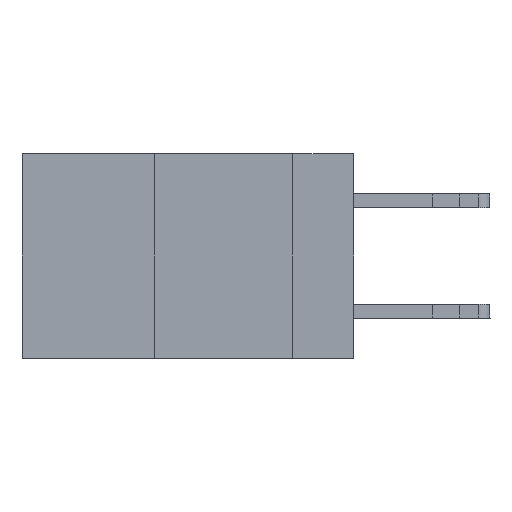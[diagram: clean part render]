
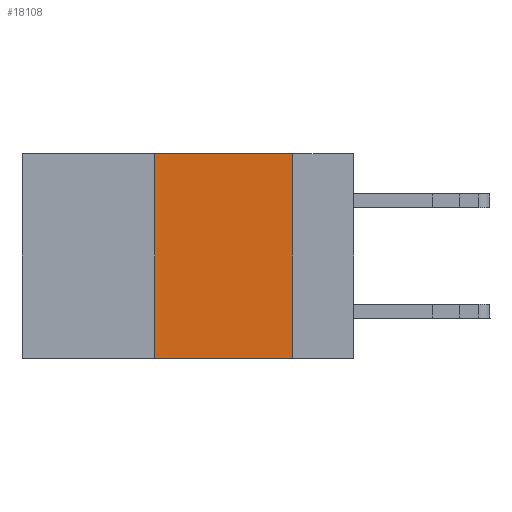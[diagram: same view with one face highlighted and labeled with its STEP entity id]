
A CAD part, left-side view. The second image highlights one B-rep face of the part: STEP entity #18108.
In plain terms, the highlighted planar face has unit normal (-1, 0, 0).
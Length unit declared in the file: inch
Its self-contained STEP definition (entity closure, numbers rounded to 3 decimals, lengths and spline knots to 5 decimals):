
#72 = LINE ( 'NONE', #14924, #8101 ) ;
#114 = CARTESIAN_POINT ( 'NONE',  ( 0., 0.36, 0. ) ) ;
#457 = AXIS2_PLACEMENT_3D ( 'NONE', #10217, #6937, #18688 ) ;
#581 = EDGE_CURVE ( 'NONE', #19190, #8932, #11554, .T. ) ;
#1149 = CARTESIAN_POINT ( 'NONE',  ( 0., 0.11, 0. ) ) ;
#1571 = VERTEX_POINT ( 'NONE', #1149 ) ;
#1965 = CARTESIAN_POINT ( 'NONE',  ( 0., 0.36, -0.37 ) ) ;
#3026 = ORIENTED_EDGE ( 'NONE', *, *, #7174, .F. ) ;
#3743 = VECTOR ( 'NONE', #11745, 39.37008 ) ;
#4933 = VECTOR ( 'NONE', #19292, 39.37008 ) ;
#5451 = ORIENTED_EDGE ( 'NONE', *, *, #581, .F. ) ;
#6654 = CARTESIAN_POINT ( 'NONE',  ( 0., 0.11, -0.37 ) ) ;
#6673 = FACE_OUTER_BOUND ( 'NONE', #12144, .T. ) ;
#6937 = DIRECTION ( 'NONE',  ( 1., 0., 0. ) ) ;
#7130 = VECTOR ( 'NONE', #20376, 39.37008 ) ;
#7174 = EDGE_CURVE ( 'NONE', #1571, #12651, #13909, .T. ) ;
#8101 = VECTOR ( 'NONE', #16632, 39.37008 ) ;
#8932 = VERTEX_POINT ( 'NONE', #18786 ) ;
#9801 = LINE ( 'NONE', #10068, #3743 ) ;
#10068 = CARTESIAN_POINT ( 'NONE',  ( 0., 0.6, -0.37 ) ) ;
#10217 = CARTESIAN_POINT ( 'NONE',  ( 0., 0.6, 0. ) ) ;
#11554 = LINE ( 'NONE', #114, #7130 ) ;
#11745 = DIRECTION ( 'NONE',  ( 0., -1., 0. ) ) ;
#12144 = EDGE_LOOP ( 'NONE', ( #3026, #15736, #5451, #18499 ) ) ;
#12651 = VERTEX_POINT ( 'NONE', #6654 ) ;
#13909 = LINE ( 'NONE', #17641, #4933 ) ;
#14924 = CARTESIAN_POINT ( 'NONE',  ( 0., 0.6, 0. ) ) ;
#15318 = PLANE ( 'NONE',  #457 ) ;
#15736 = ORIENTED_EDGE ( 'NONE', *, *, #20935, .F. ) ;
#16632 = DIRECTION ( 'NONE',  ( 0., -1., 0. ) ) ;
#17641 = CARTESIAN_POINT ( 'NONE',  ( 0., 0.11, 0. ) ) ;
#18027 = EDGE_CURVE ( 'NONE', #19190, #12651, #9801, .T. ) ;
#18108 = ADVANCED_FACE ( 'NONE', ( #6673 ), #15318, .F. ) ;
#18499 = ORIENTED_EDGE ( 'NONE', *, *, #18027, .T. ) ;
#18688 = DIRECTION ( 'NONE',  ( 0., 0., -1. ) ) ;
#18786 = CARTESIAN_POINT ( 'NONE',  ( 0., 0.36, 0. ) ) ;
#19190 = VERTEX_POINT ( 'NONE', #1965 ) ;
#19292 = DIRECTION ( 'NONE',  ( 0., 0., -1. ) ) ;
#20376 = DIRECTION ( 'NONE',  ( 0., 0., 1. ) ) ;
#20935 = EDGE_CURVE ( 'NONE', #8932, #1571, #72, .T. ) ;
